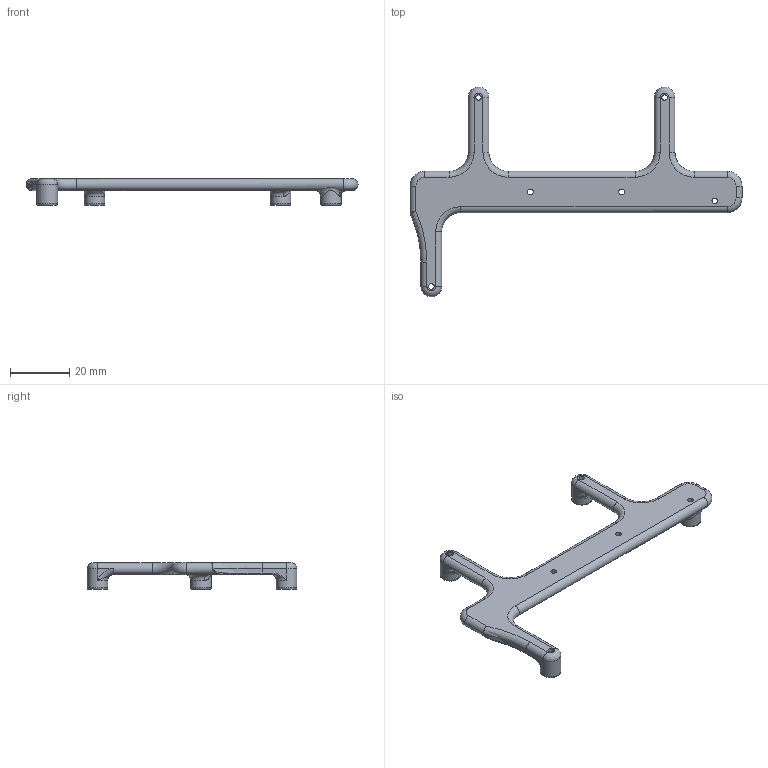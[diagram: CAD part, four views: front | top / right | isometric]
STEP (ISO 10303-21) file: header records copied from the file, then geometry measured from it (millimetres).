
FILE_DESCRIPTION(/* description */ (''),/* implementation_level */ '2;1');
FILE_NAME(/* name */ 'skr-mini-e3-v3-mount.step',/* time_stamp */ '2022-03-20T15:23:49-07:00',/* author */ (''),/* organization */ (''),/* preprocessor_version */ 'ST-DEVELOPER v18.1',/* originating_system */ 'Autodesk Translation Framework v10.13.0.1454',/* authorisation */ '');
FILE_SCHEMA (('AUTOMOTIVE_DESIGN { 1 0 10303 214 3 1 1 }'));
Length unit declared in the file: millimetre
Products named in the file (1): skr-mini-e3-v3-mount
Bounding box: 112.42 x 71 x 9 mm (x, y, z)
Volume: 8846.9 mm3; surface area: 6003.4 mm2
Topology: 1 solids, 1 shells, 75 faces, 187 edges, 109 vertices
Faces by surface type: cylinder 26, torus 24, bspline 13, plane 12
Full cylindrical faces by diameter (mm): 1.9 x4, 2 x2, 4 x2, 7 x4
Entity records: 2826 total; most frequent: CARTESIAN_POINT 1012, DIRECTION 400, ORIENTED_EDGE 360, EDGE_CURVE 180, AXIS2_PLACEMENT_3D 177, CIRCLE 114, VERTEX_POINT 109, EDGE_LOOP 89
